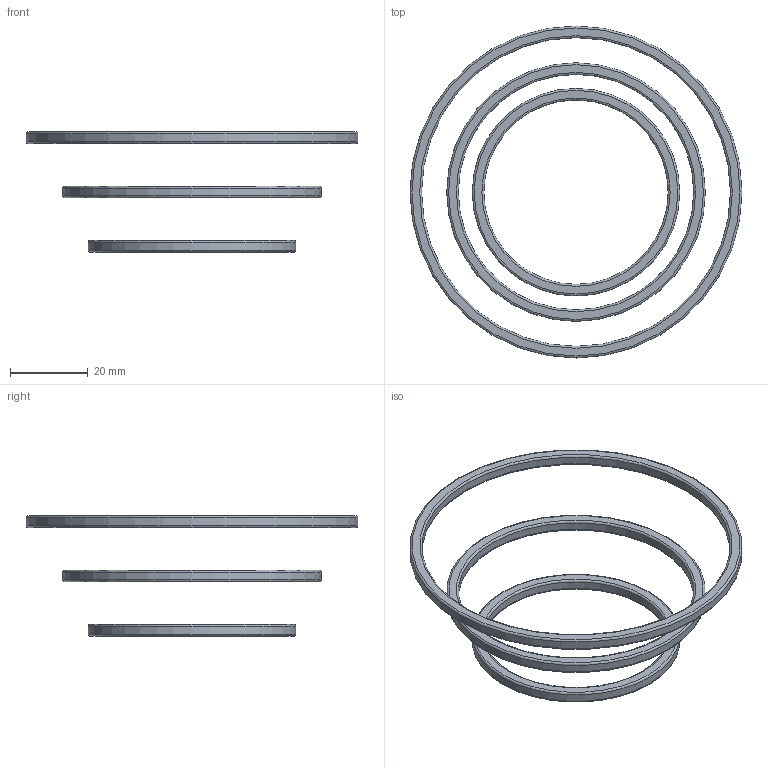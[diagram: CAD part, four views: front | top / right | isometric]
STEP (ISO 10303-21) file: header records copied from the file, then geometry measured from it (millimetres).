
FILE_DESCRIPTION(/* description */ (''),/* implementation_level */ '2;1');
FILE_NAME(/* name */ 'Rings v1.step',/* time_stamp */ '2022-09-22T16:39:56+02:00',/* author */ (''),/* organization */ (''),/* preprocessor_version */ 'ST-DEVELOPER v19',/* originating_system */ 'Autodesk Translation Framework v11.7.0.108',/* authorisation */ '');
FILE_SCHEMA (('AUTOMOTIVE_DESIGN { 1 0 10303 214 3 1 1 }'));
Length unit declared in the file: millimetre
Products named in the file (4): Rings; Large Ring; Medium Ring; Small Ring
Assembly tree (3 placements, depth 2):
  Rings
    Large Ring
    Medium Ring
    Small Ring
Bounding box: 85.65 x 85.65 x 31 mm (x, y, z)
Volume: 5435.2 mm3; surface area: 6892.9 mm2
Topology: 3 solids, 3 shells, 24 faces, 42 edges, 24 vertices
Faces by surface type: torus 12, plane 6, cylinder 6
Full cylindrical faces by diameter (mm): 47.551 x1, 53.551 x1, 60.727 x1, 66.727 x1, 79.648 x1, 85.648 x1
Entity records: 715 total; most frequent: DIRECTION 140, CARTESIAN_POINT 97, ORIENTED_EDGE 84, AXIS2_PLACEMENT_3D 67, EDGE_CURVE 42, CIRCLE 36, EDGE_LOOP 30, FACE_OUTER_BOUND 24
